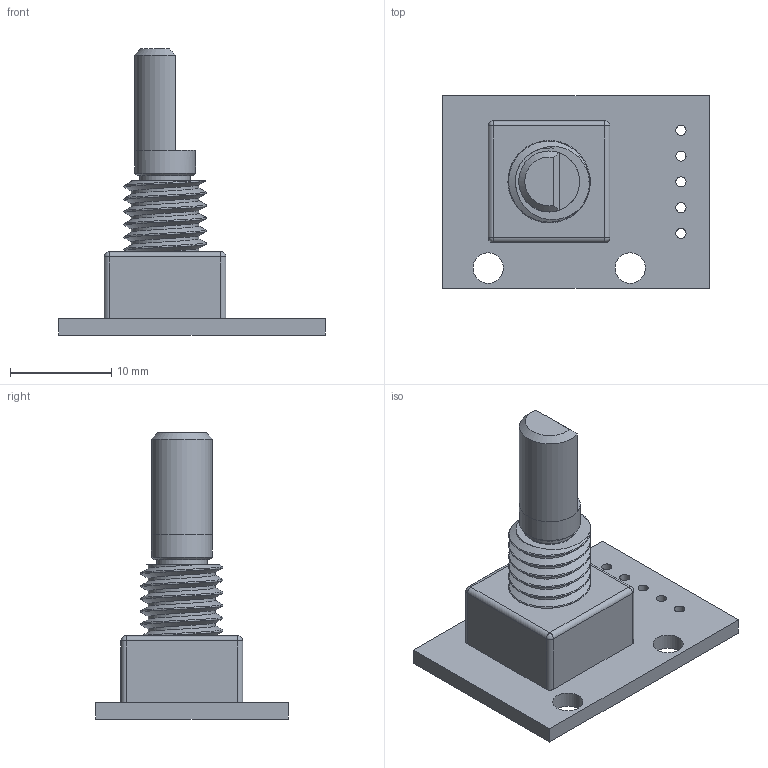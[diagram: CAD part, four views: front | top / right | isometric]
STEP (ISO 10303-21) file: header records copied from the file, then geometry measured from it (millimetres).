
FILE_DESCRIPTION(('FreeCAD Model'),'2;1');
FILE_NAME('./MJ_KY040_rotary.stp','2020-07-29T13:02:32',('Author'),(''), 'Open CASCADE STEP processor 7.3','FreeCAD','Unknown');
FILE_SCHEMA(('AUTOMOTIVE_DESIGN { 1 0 10303 214 1 1 1 1 }'));
Length unit declared in the file: millimetre
Products named in the file (5): KY040; Body; M8x7.0-ScrewTap
Assembly tree (2 placements, depth 2):
  KY040
    Body
    M8x7.0-ScrewTap
  M8x7.0-ScrewTap
  Body
Bounding box: 26.3 x 19 x 28.2 mm (x, y, z)
Volume: 4908.5 mm3; surface area: 4363.8 mm2
Topology: 4 solids, 4 shells, 144 faces, 324 edges, 172 vertices
Faces by surface type: bspline 56, cylinder 38, plane 38, sphere 8, cone 4
Full cylindrical faces by diameter (mm): 1 x10, 3 x4, 5 x2, 5.2 x2, 6 x2
Entity records: 7328 total; most frequent: CARTESIAN_POINT 3941, ORIENTED_EDGE 600, DIRECTION 450, EDGE_CURVE 300, FACE_BOUND 180, EDGE_LOOP 180, AXIS2_PLACEMENT_3D 177, VERTEX_POINT 172
